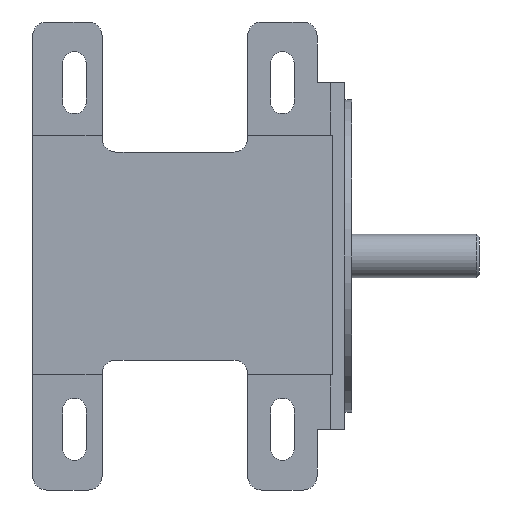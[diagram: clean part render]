
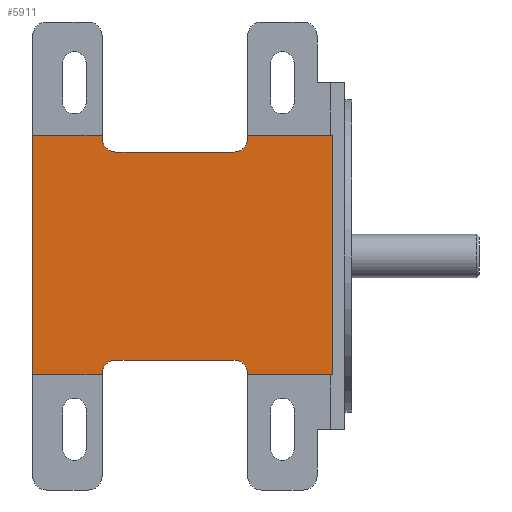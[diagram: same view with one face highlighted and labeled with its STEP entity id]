
A CAD part, front view. The second image highlights one B-rep face of the part: STEP entity #5911.
In plain terms, the highlighted planar face has unit normal (0, -1, 0).
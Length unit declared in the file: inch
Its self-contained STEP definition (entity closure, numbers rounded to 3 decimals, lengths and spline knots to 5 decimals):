
#76 = VERTEX_POINT ( 'NONE', #1748 ) ;
#81 = CARTESIAN_POINT ( 'NONE',  ( -4.5, 0.03, -1.5 ) ) ;
#303 = CARTESIAN_POINT ( 'NONE',  ( -1.4, 0.03, -1.715 ) ) ;
#305 = VERTEX_POINT ( 'NONE', #2109 ) ;
#311 = DIRECTION ( 'NONE',  ( 0., 0., 1. ) ) ;
#316 = ORIENTED_EDGE ( 'NONE', *, *, #2576, .T. ) ;
#351 = CARTESIAN_POINT ( 'NONE',  ( -1.6, 0.03, 1.7 ) ) ;
#391 = CARTESIAN_POINT ( 'NONE',  ( -1.6, 0.03, -1.5 ) ) ;
#434 = CARTESIAN_POINT ( 'NONE',  ( -3.5, 0.03, 1.74118 ) ) ;
#588 = CARTESIAN_POINT ( 'NONE',  ( -3.3, 0.03, 1.7 ) ) ;
#716 = ORIENTED_EDGE ( 'NONE', *, *, #6730, .F. ) ;
#790 = ORIENTED_EDGE ( 'NONE', *, *, #2751, .F. ) ;
#881 = VECTOR ( 'NONE', #5240, 39.37008 ) ;
#1114 = LINE ( 'NONE', #3575, #10768 ) ;
#1278 = LINE ( 'NONE', #6935, #6084 ) ;
#1320 = DIRECTION ( 'NONE',  ( 0., 0., 1. ) ) ;
#1417 = LINE ( 'NONE', #1577, #11363 ) ;
#1424 = EDGE_CURVE ( 'NONE', #4022, #3852, #9510, .T. ) ;
#1425 = LINE ( 'NONE', #11310, #5931 ) ;
#1430 = VECTOR ( 'NONE', #4163, 39.37008 ) ;
#1544 = DIRECTION ( 'NONE',  ( 0., 0., 1. ) ) ;
#1577 = CARTESIAN_POINT ( 'NONE',  ( -1.4, 0.03, 1.5 ) ) ;
#1630 = ORIENTED_EDGE ( 'NONE', *, *, #10759, .F. ) ;
#1665 = DIRECTION ( 'NONE',  ( 1., 0., 0. ) ) ;
#1748 = CARTESIAN_POINT ( 'NONE',  ( -1.4, 0.03, -1.7 ) ) ;
#1971 = VERTEX_POINT ( 'NONE', #8338 ) ;
#2017 = CARTESIAN_POINT ( 'NONE',  ( -1.6, 0.03, -1.7 ) ) ;
#2109 = CARTESIAN_POINT ( 'NONE',  ( -1.4, 0.03, 1.74118 ) ) ;
#2175 = VERTEX_POINT ( 'NONE', #9934 ) ;
#2356 = ORIENTED_EDGE ( 'NONE', *, *, #5960, .T. ) ;
#2576 = EDGE_CURVE ( 'NONE', #7715, #1971, #10367, .T. ) ;
#2751 = EDGE_CURVE ( 'NONE', #7715, #7267, #3422, .T. ) ;
#2990 = DIRECTION ( 'NONE',  ( 0., 0., 1. ) ) ;
#2999 = CIRCLE ( 'NONE', #7163, 0.2 ) ;
#3015 = CARTESIAN_POINT ( 'NONE',  ( -3.3, 0.03, -1.5 ) ) ;
#3410 = LINE ( 'NONE', #4045, #10819 ) ;
#3422 = LINE ( 'NONE', #81, #881 ) ;
#3548 = VECTOR ( 'NONE', #3700, 39.37008 ) ;
#3575 = CARTESIAN_POINT ( 'NONE',  ( -3.5, 0.03, 1.5 ) ) ;
#3611 = CARTESIAN_POINT ( 'NONE',  ( -4.5, 0.03, -1.715 ) ) ;
#3700 = DIRECTION ( 'NONE',  ( 1., 0., 0. ) ) ;
#3745 = CIRCLE ( 'NONE', #4173, 0.2 ) ;
#3852 = VERTEX_POINT ( 'NONE', #5979 ) ;
#4022 = VERTEX_POINT ( 'NONE', #10051 ) ;
#4045 = CARTESIAN_POINT ( 'NONE',  ( -4.5, 0.03, -1.5 ) ) ;
#4052 = VERTEX_POINT ( 'NONE', #5277 ) ;
#4106 = CARTESIAN_POINT ( 'NONE',  ( 0.51791, 0.03, -1.715 ) ) ;
#4163 = DIRECTION ( 'NONE',  ( 0., 0., -1. ) ) ;
#4173 = AXIS2_PLACEMENT_3D ( 'NONE', #2017, #8738, #2990 ) ;
#4383 = VECTOR ( 'NONE', #1665, 39.37008 ) ;
#4391 = ORIENTED_EDGE ( 'NONE', *, *, #1424, .F. ) ;
#5240 = DIRECTION ( 'NONE',  ( 0., 0., 1. ) ) ;
#5277 = CARTESIAN_POINT ( 'NONE',  ( -0.17, 0.03, 1.74118 ) ) ;
#5491 = ORIENTED_EDGE ( 'NONE', *, *, #6441, .F. ) ;
#5583 = CARTESIAN_POINT ( 'NONE',  ( -3.3, 0.03, -1.7 ) ) ;
#5911 = ADVANCED_FACE ( 'NONE', ( #7401 ), #7900, .F. ) ;
#5931 = VECTOR ( 'NONE', #12267, 39.37008 ) ;
#5950 = AXIS2_PLACEMENT_3D ( 'NONE', #4106, #6044, #311 ) ;
#5960 = EDGE_CURVE ( 'NONE', #8020, #4052, #11346, .T. ) ;
#5963 = VERTEX_POINT ( 'NONE', #391 ) ;
#5973 = CIRCLE ( 'NONE', #10090, 0.2 ) ;
#5979 = CARTESIAN_POINT ( 'NONE',  ( -1.6, 0.03, 1.5 ) ) ;
#6044 = DIRECTION ( 'NONE',  ( 0., 1., 0. ) ) ;
#6084 = VECTOR ( 'NONE', #7970, 39.37008 ) ;
#6093 = DIRECTION ( 'NONE',  ( 0., 0., 1. ) ) ;
#6101 = CARTESIAN_POINT ( 'NONE',  ( -3.5, 0.03, -1.5 ) ) ;
#6131 = CARTESIAN_POINT ( 'NONE',  ( -0.17, 0.03, -1.715 ) ) ;
#6203 = VECTOR ( 'NONE', #6093, 39.37008 ) ;
#6441 = EDGE_CURVE ( 'NONE', #76, #5963, #3745, .T. ) ;
#6445 = ORIENTED_EDGE ( 'NONE', *, *, #11348, .T. ) ;
#6471 = CARTESIAN_POINT ( 'NONE',  ( 0.51791, 0.03, -1.715 ) ) ;
#6580 = DIRECTION ( 'NONE',  ( 0., 0., 1. ) ) ;
#6730 = EDGE_CURVE ( 'NONE', #6853, #4022, #2999, .T. ) ;
#6853 = VERTEX_POINT ( 'NONE', #12350 ) ;
#6935 = CARTESIAN_POINT ( 'NONE',  ( -1.4, 0.03, -1.5 ) ) ;
#7068 = CARTESIAN_POINT ( 'NONE',  ( -0.17, 0.03, -1.5 ) ) ;
#7072 = DIRECTION ( 'NONE',  ( 0., -1., 0. ) ) ;
#7163 = AXIS2_PLACEMENT_3D ( 'NONE', #588, #7284, #1544 ) ;
#7267 = VERTEX_POINT ( 'NONE', #10031 ) ;
#7284 = DIRECTION ( 'NONE',  ( 0., -1., 0. ) ) ;
#7401 = FACE_OUTER_BOUND ( 'NONE', #9864, .T. ) ;
#7493 = EDGE_CURVE ( 'NONE', #5963, #8314, #3410, .T. ) ;
#7523 = DIRECTION ( 'NONE',  ( -1., 0., 0. ) ) ;
#7715 = VERTEX_POINT ( 'NONE', #3611 ) ;
#7769 = EDGE_CURVE ( 'NONE', #9800, #8020, #11262, .T. ) ;
#7809 = ORIENTED_EDGE ( 'NONE', *, *, #7493, .F. ) ;
#7825 = ORIENTED_EDGE ( 'NONE', *, *, #10742, .F. ) ;
#7900 = PLANE ( 'NONE',  #5950 ) ;
#7970 = DIRECTION ( 'NONE',  ( 0., 0., 1. ) ) ;
#8020 = VERTEX_POINT ( 'NONE', #6131 ) ;
#8024 = VERTEX_POINT ( 'NONE', #434 ) ;
#8314 = VERTEX_POINT ( 'NONE', #3015 ) ;
#8338 = CARTESIAN_POINT ( 'NONE',  ( -3.5, 0.03, -1.715 ) ) ;
#8738 = DIRECTION ( 'NONE',  ( 0., -1., 0. ) ) ;
#8780 = VERTEX_POINT ( 'NONE', #9397 ) ;
#8803 = EDGE_CURVE ( 'NONE', #8314, #2175, #5973, .T. ) ;
#8828 = AXIS2_PLACEMENT_3D ( 'NONE', #351, #7072, #1320 ) ;
#9058 = ORIENTED_EDGE ( 'NONE', *, *, #8803, .F. ) ;
#9101 = CIRCLE ( 'NONE', #8828, 0.2 ) ;
#9352 = CARTESIAN_POINT ( 'NONE',  ( -4.5, 0.03, 1.5 ) ) ;
#9397 = CARTESIAN_POINT ( 'NONE',  ( -1.4, 0.03, 1.7 ) ) ;
#9443 = CARTESIAN_POINT ( 'NONE',  ( 0.51791, 0.03, 1.74118 ) ) ;
#9510 = LINE ( 'NONE', #9352, #4383 ) ;
#9800 = VERTEX_POINT ( 'NONE', #303 ) ;
#9808 = DIRECTION ( 'NONE',  ( -1., 0., 0. ) ) ;
#9848 = ORIENTED_EDGE ( 'NONE', *, *, #11952, .F. ) ;
#9864 = EDGE_LOOP ( 'NONE', ( #316, #1630, #9058, #7809, #5491, #9848, #12429, #2356, #10028, #10788, #7825, #4391, #716, #6445, #10019, #790 ) ) ;
#9934 = CARTESIAN_POINT ( 'NONE',  ( -3.5, 0.03, -1.7 ) ) ;
#10019 = ORIENTED_EDGE ( 'NONE', *, *, #11402, .T. ) ;
#10028 = ORIENTED_EDGE ( 'NONE', *, *, #12244, .T. ) ;
#10031 = CARTESIAN_POINT ( 'NONE',  ( -4.5, 0.03, 1.74118 ) ) ;
#10051 = CARTESIAN_POINT ( 'NONE',  ( -3.3, 0.03, 1.5 ) ) ;
#10055 = VECTOR ( 'NONE', #11969, 39.37008 ) ;
#10090 = AXIS2_PLACEMENT_3D ( 'NONE', #5583, #12348, #6580 ) ;
#10141 = VECTOR ( 'NONE', #7523, 39.37008 ) ;
#10320 = DIRECTION ( 'NONE',  ( 0., 0., 1. ) ) ;
#10367 = LINE ( 'NONE', #6471, #10055 ) ;
#10440 = CARTESIAN_POINT ( 'NONE',  ( 0.51791, 0.03, -1.715 ) ) ;
#10450 = LINE ( 'NONE', #9443, #10141 ) ;
#10742 = EDGE_CURVE ( 'NONE', #3852, #8780, #9101, .T. ) ;
#10759 = EDGE_CURVE ( 'NONE', #2175, #1971, #11681, .T. ) ;
#10768 = VECTOR ( 'NONE', #10320, 39.37008 ) ;
#10788 = ORIENTED_EDGE ( 'NONE', *, *, #11301, .T. ) ;
#10819 = VECTOR ( 'NONE', #9808, 39.37008 ) ;
#11214 = DIRECTION ( 'NONE',  ( 0., 0., -1. ) ) ;
#11262 = LINE ( 'NONE', #10440, #3548 ) ;
#11301 = EDGE_CURVE ( 'NONE', #305, #8780, #1417, .T. ) ;
#11310 = CARTESIAN_POINT ( 'NONE',  ( 0.51791, 0.03, 1.74118 ) ) ;
#11346 = LINE ( 'NONE', #7068, #6203 ) ;
#11348 = EDGE_CURVE ( 'NONE', #6853, #8024, #1114, .T. ) ;
#11363 = VECTOR ( 'NONE', #11214, 39.37008 ) ;
#11402 = EDGE_CURVE ( 'NONE', #8024, #7267, #10450, .T. ) ;
#11681 = LINE ( 'NONE', #6101, #1430 ) ;
#11952 = EDGE_CURVE ( 'NONE', #9800, #76, #1278, .T. ) ;
#11969 = DIRECTION ( 'NONE',  ( 1., 0., 0. ) ) ;
#12244 = EDGE_CURVE ( 'NONE', #4052, #305, #1425, .T. ) ;
#12267 = DIRECTION ( 'NONE',  ( -1., 0., 0. ) ) ;
#12348 = DIRECTION ( 'NONE',  ( 0., -1., 0. ) ) ;
#12350 = CARTESIAN_POINT ( 'NONE',  ( -3.5, 0.03, 1.7 ) ) ;
#12429 = ORIENTED_EDGE ( 'NONE', *, *, #7769, .T. ) ;
